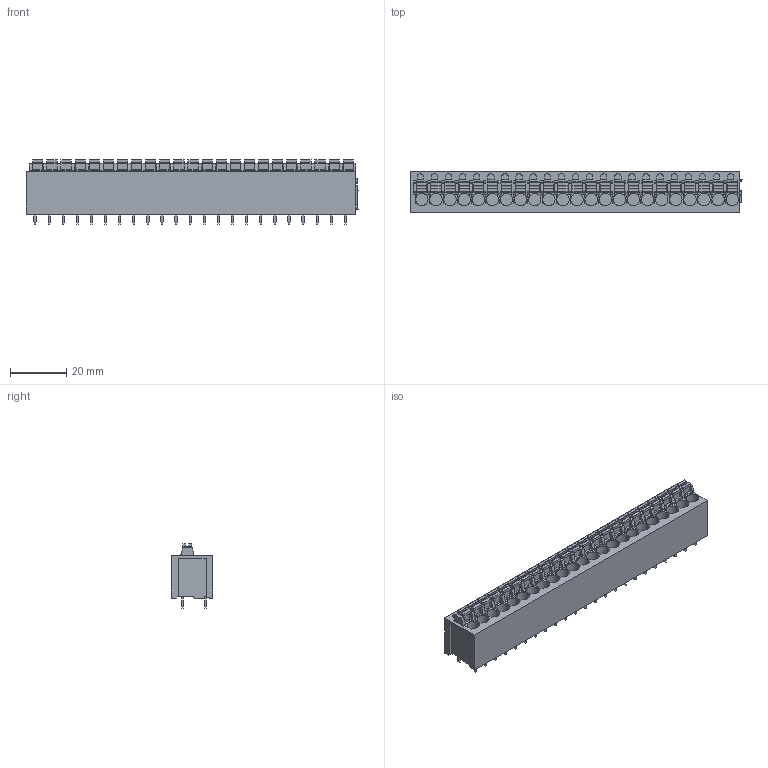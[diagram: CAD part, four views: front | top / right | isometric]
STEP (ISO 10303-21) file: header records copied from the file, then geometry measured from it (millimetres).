
FILE_DESCRIPTION(('CATIA V5 STEP Exchange','CAx-IF Rec.Pracs.--- Model Styling and Organization---1.4--- 2014-01-23'),'2;1');
FILE_NAME ('D1491557_0', '2021-06-29T07:26:59+00:00', ('none'), ('Weidmueller'), 'CATIA Version 5-6 Release 2016 SP3 HF44', 'CATIA V5 STEP AP214', 'none');
FILE_SCHEMA(('AUTOMOTIVE_DESIGN { 1 0 10303 214 1 1 1 1 }'));
Length unit declared in the file: millimetre
Products named in the file (1): 1425260000
Bounding box: 117.65 x 14.8 x 22.7 mm (x, y, z)
Volume: 24406.1 mm3; surface area: 14204.8 mm2
Topology: 70 solids, 70 shells, 1555 faces, 4098 edges, 2732 vertices
Faces by surface type: plane 1191, cylinder 364
Entity records: 45750 total; most frequent: ORIENTED_EDGE 8196, CARTESIAN_POINT 8083, DIRECTION 5981, EDGE_CURVE 4098, VECTOR 3324, LINE 3324, VERTEX_POINT 2732, AXIS2_PLACEMENT_3D 1691
